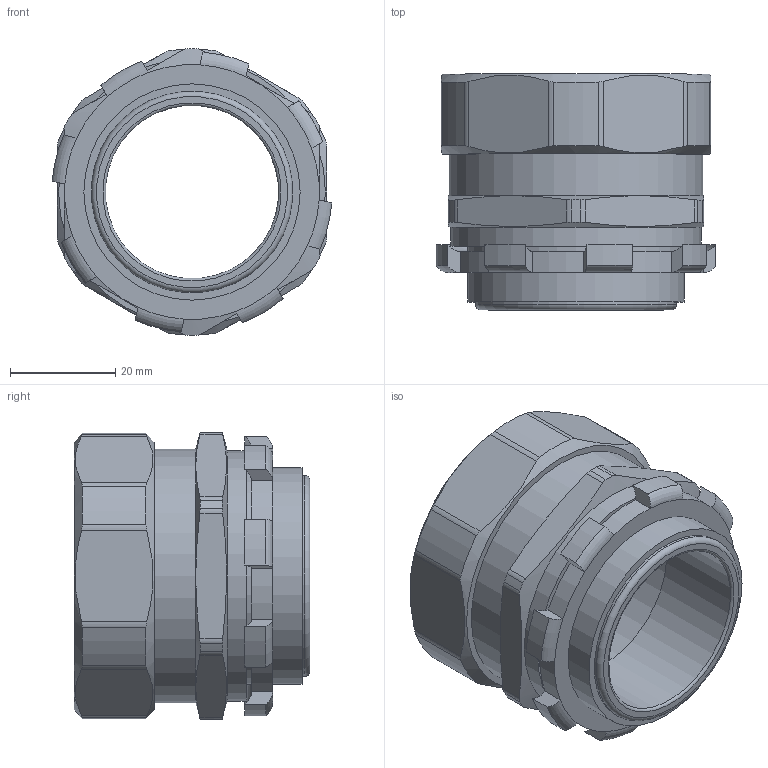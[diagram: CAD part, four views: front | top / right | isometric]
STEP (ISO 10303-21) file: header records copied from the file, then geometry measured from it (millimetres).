
FILE_DESCRIPTION(/* description */ (''),/* implementation_level */ '2;1');
FILE_NAME(/* name */ '',/* time_stamp */ '2025-06-23T15:26:51+07:00',/* author */ ('zeta-82'),/* organization */ (''),/* preprocessor_version */ 'ST-DEVELOPER v19.2',/* originating_system */ 'Autodesk Inventor 2024',/* authorisation */ '');
FILE_SCHEMA (('AUTOMOTIVE_DESIGN { 1 0 10303 214 3 1 1 }'));
Length unit declared in the file: millimetre
Products named in the file (1): АТК-32
Bounding box: 53.14 x 44.8 x 54.5 mm (x, y, z)
Volume: 31087.2 mm3; surface area: 16654.1 mm2
Topology: 1 solids, 1 shells, 120 faces, 301 edges, 190 vertices
Faces by surface type: cylinder 60, plane 37, torus 18, cone 5
Full cylindrical faces by diameter (mm): 32.9 x1, 38.3 x1, 41.1 x2, 42.5 x1, 42.6 x1, 47.5 x1, 48.2 x1
Entity records: 4049 total; most frequent: CARTESIAN_POINT 1128, ORIENTED_EDGE 602, DIRECTION 539, EDGE_CURVE 301, AXIS2_PLACEMENT_3D 223, VERTEX_POINT 190, EDGE_LOOP 129, FACE_OUTER_BOUND 120
